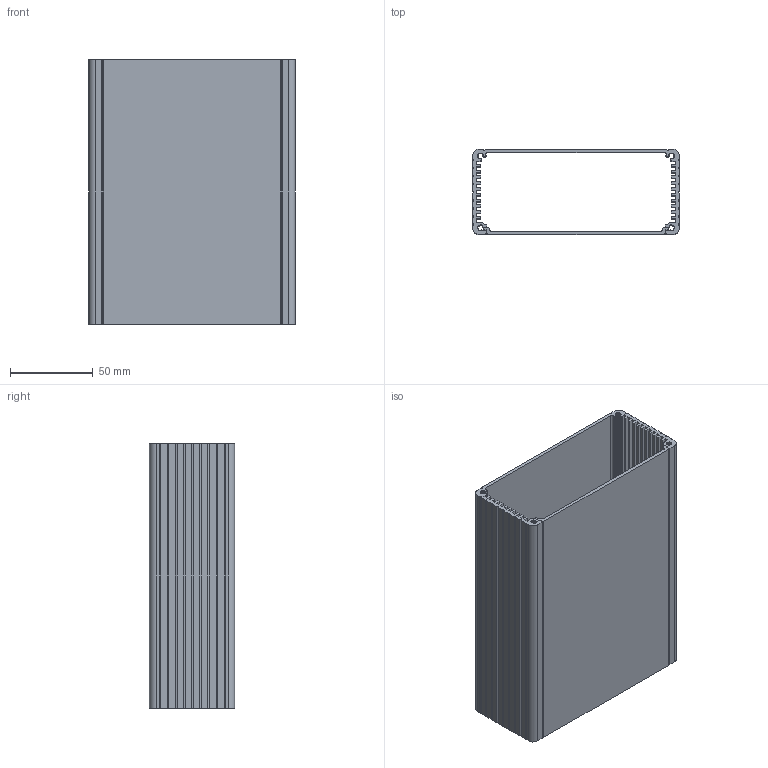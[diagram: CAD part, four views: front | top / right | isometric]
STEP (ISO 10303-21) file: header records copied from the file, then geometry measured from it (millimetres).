
FILE_DESCRIPTION((''),'2;1');
FILE_NAME('Q Extrusion 160mm.stp','2005-02-21T09:13:57',('avernon'),(''),'Autodesk Inventor 9','Autodesk Inventor 9','');
FILE_SCHEMA(('AUTOMOTIVE_DESIGN { 1 0 10303 214 1 1 1 1 }'));
Length unit declared in the file: millimetre
Products named in the file (1): Q Extrusion
Bounding box: 125 x 51.5 x 160 mm (x, y, z)
Volume: 135166.1 mm3; surface area: 137812.2 mm2
Topology: 2 solids, 2 shells, 268 faces, 792 edges, 528 vertices
Faces by surface type: plane 152, cylinder 116
Entity records: 9010 total; most frequent: CARTESIAN_POINT 1589, ORIENTED_EDGE 1584, DIRECTION 1562, EDGE_CURVE 792, VECTOR 560, LINE 560, VERTEX_POINT 528, AXIS2_PLACEMENT_3D 501
